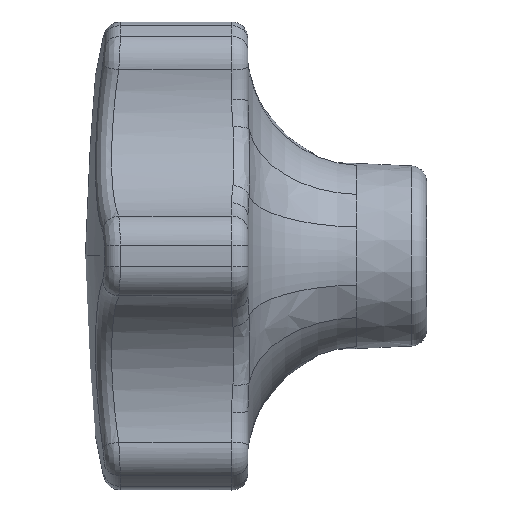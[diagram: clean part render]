
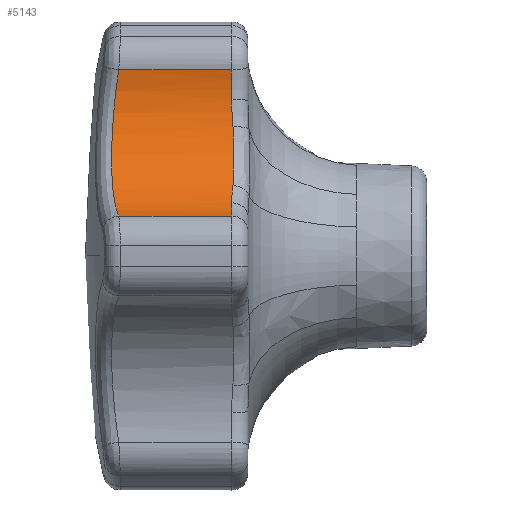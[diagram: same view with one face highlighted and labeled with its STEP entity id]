
A CAD part, left-side view. The second image highlights one B-rep face of the part: STEP entity #5143.
In plain terms, the highlighted cylindrical face has radius 8 mm (diameter 16 mm), a partial arc.
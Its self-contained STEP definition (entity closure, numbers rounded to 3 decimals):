
#654 = LINE ( 'NONE', #655, #2139 ) ;
#655 = CARTESIAN_POINT ( 'NONE',  ( -9.455, 10., 11.463 ) ) ;
#656 = DIRECTION ( 'NONE',  ( 0., 1., 0. ) ) ;
#905 = CARTESIAN_POINT ( 'NONE',  ( -14.655, 1., 2.457 ) ) ;
#917 = CARTESIAN_POINT ( 'NONE',  ( -11.672, 0.919, 4.334 ) ) ;
#925 = CARTESIAN_POINT ( 'NONE',  ( -14.655, 7.947, 2.457 ) ) ;
#944 = CARTESIAN_POINT ( 'NONE',  ( -12.995, 1., 3.27 ) ) ;
#947 = CARTESIAN_POINT ( 'NONE',  ( -9.455, 7.947, 11.463 ) ) ;
#1167 = B_SPLINE_CURVE_WITH_KNOTS ( 'NONE', 3,
 ( #4861, #4862, #4863, #4864, #4847, #4802, #4874, #4793, #4784, #4792, #4791, #4846, #4840, #4798, #4872, #4814, #4816, #4807, #4805, #4804, #4809, #4866, #4865, #4836 ),
 .UNSPECIFIED., .F., .F.,
 ( 4, 2, 2, 2, 2, 2, 2, 2, 2, 2, 2, 4 ),
 ( 0., 0.001, 0.002, 0.003, 0.004, 0.005, 0.006, 0.007, 0.008, 0.008, 0.01, 0.011 ),
 .UNSPECIFIED. ) ;
#1252 = CARTESIAN_POINT ( 'NONE',  ( -9.59, 0.919, 7.941 ) ) ;
#1287 = CARTESIAN_POINT ( 'NONE',  ( -9.33, 1., 9.619 ) ) ;
#1375 = CARTESIAN_POINT ( 'NONE',  ( -9.455, 1., 11.463 ) ) ;
#1398 = B_SPLINE_CURVE_WITH_KNOTS ( 'NONE', 3,
 ( #4896, #4895, #4894, #4893 ),
 .UNSPECIFIED., .F., .F.,
 ( 4, 4 ),
 ( 0., 0.002 ),
 .UNSPECIFIED. ) ;
#1399 = B_SPLINE_CURVE_WITH_KNOTS ( 'NONE', 3,
 ( #4889, #4888, #4887, #4886 ),
 .UNSPECIFIED., .F., .F.,
 ( 4, 4 ),
 ( 0., 0.002 ),
 .UNSPECIFIED. ) ;
#1400 = B_SPLINE_CURVE_WITH_KNOTS ( 'NONE', 3,
 ( #4885, #4884, #4883, #4882, #4881, #4880, #4879, #4878, #4877, #4876 ),
 .UNSPECIFIED., .F., .F.,
 ( 4, 2, 2, 2, 4 ),
 ( 0., 0.001, 0.002, 0.003, 0.004 ),
 .UNSPECIFIED. ) ;
#1754 = VERTEX_POINT ( 'NONE', #1252 ) ;
#1798 = VERTEX_POINT ( 'NONE', #1287 ) ;
#1819 = VERTEX_POINT ( 'NONE', #1375 ) ;
#1956 = ORIENTED_EDGE ( 'NONE', *, *, #3600, .T. ) ;
#1957 = ORIENTED_EDGE ( 'NONE', *, *, #3599, .T. ) ;
#1958 = ORIENTED_EDGE ( 'NONE', *, *, #3598, .T. ) ;
#1959 = ORIENTED_EDGE ( 'NONE', *, *, #3567, .T. ) ;
#1960 = ORIENTED_EDGE ( 'NONE', *, *, #3565, .T. ) ;
#1961 = ORIENTED_EDGE ( 'NONE', *, *, #3596, .T. ) ;
#1962 = ORIENTED_EDGE ( 'NONE', *, *, #3733, .T. ) ;
#1963 = ORIENTED_EDGE ( 'NONE', *, *, #3597, .T. ) ;
#2027 = AXIS2_PLACEMENT_3D ( 'NONE', #4899, #4898, #4897 ) ;
#2040 = AXIS2_PLACEMENT_3D ( 'NONE', #4892, #4891, #4890 ) ;
#2044 = VECTOR ( 'NONE', #4800, 1000. ) ;
#2139 = VECTOR ( 'NONE', #656, 1000. ) ;
#2251 = FACE_OUTER_BOUND ( 'NONE', #4666, .T. ) ;
#2256 = AXIS2_PLACEMENT_3D ( 'NONE', #2782, #2783, #2784 ) ;
#2257 = CYLINDRICAL_SURFACE ( 'NONE', #2256, 8. ) ;
#2782 = CARTESIAN_POINT ( 'NONE',  ( -17.321, 10., 10. ) ) ;
#2783 = DIRECTION ( 'NONE',  ( 0., -1., 0. ) ) ;
#2784 = DIRECTION ( 'NONE',  ( 0., 0., -1. ) ) ;
#3565 = EDGE_CURVE ( 'NONE', #4481, #4401, #1167, .T. ) ;
#3567 = EDGE_CURVE ( 'NONE', #4401, #4188, #4838, .T. ) ;
#3596 = EDGE_CURVE ( 'NONE', #1798, #1819, #4949, .T. ) ;
#3597 = EDGE_CURVE ( 'NONE', #1754, #1798, #1398, .T. ) ;
#3598 = EDGE_CURVE ( 'NONE', #4188, #4478, #4976, .T. ) ;
#3599 = EDGE_CURVE ( 'NONE', #4478, #4330, #1399, .T. ) ;
#3600 = EDGE_CURVE ( 'NONE', #4330, #1754, #1400, .T. ) ;
#3733 = EDGE_CURVE ( 'NONE', #1819, #4481, #654, .T. ) ;
#4188 = VERTEX_POINT ( 'NONE', #905 ) ;
#4330 = VERTEX_POINT ( 'NONE', #917 ) ;
#4401 = VERTEX_POINT ( 'NONE', #925 ) ;
#4478 = VERTEX_POINT ( 'NONE', #944 ) ;
#4481 = VERTEX_POINT ( 'NONE', #947 ) ;
#4666 = EDGE_LOOP ( 'NONE', ( #1963, #1961, #1962, #1960, #1959, #1958, #1957, #1956 ) ) ;
#4784 = CARTESIAN_POINT ( 'NONE',  ( -9.634, 8.339, 7.733 ) ) ;
#4791 = CARTESIAN_POINT ( 'NONE',  ( -9.963, 8.375, 6.85 ) ) ;
#4792 = CARTESIAN_POINT ( 'NONE',  ( -9.873, 8.368, 7.068 ) ) ;
#4793 = CARTESIAN_POINT ( 'NONE',  ( -9.514, 8.311, 8.188 ) ) ;
#4798 = CARTESIAN_POINT ( 'NONE',  ( -10.629, 8.387, 5.59 ) ) ;
#4800 = DIRECTION ( 'NONE',  ( 0., -1., 0. ) ) ;
#4802 = CARTESIAN_POINT ( 'NONE',  ( -9.365, 8.233, 9.126 ) ) ;
#4804 = CARTESIAN_POINT ( 'NONE',  ( -12.575, 8.236, 3.543 ) ) ;
#4805 = CARTESIAN_POINT ( 'NONE',  ( -12.03, 8.292, 3.995 ) ) ;
#4807 = CARTESIAN_POINT ( 'NONE',  ( -11.853, 8.309, 4.155 ) ) ;
#4809 = CARTESIAN_POINT ( 'NONE',  ( -12.96, 8.19, 3.276 ) ) ;
#4813 = CARTESIAN_POINT ( 'NONE',  ( -14.655, 10., 2.457 ) ) ;
#4814 = CARTESIAN_POINT ( 'NONE',  ( -11.356, 8.349, 4.664 ) ) ;
#4816 = CARTESIAN_POINT ( 'NONE',  ( -11.516, 8.337, 4.49 ) ) ;
#4836 = CARTESIAN_POINT ( 'NONE',  ( -14.655, 7.947, 2.457 ) ) ;
#4838 = LINE ( 'NONE', #4813, #2044 ) ;
#4840 = CARTESIAN_POINT ( 'NONE',  ( -10.273, 8.387, 6.207 ) ) ;
#4846 = CARTESIAN_POINT ( 'NONE',  ( -10.162, 8.385, 6.42 ) ) ;
#4847 = CARTESIAN_POINT ( 'NONE',  ( -9.327, 8.187, 9.596 ) ) ;
#4861 = CARTESIAN_POINT ( 'NONE',  ( -9.455, 7.947, 11.463 ) ) ;
#4862 = CARTESIAN_POINT ( 'NONE',  ( -9.369, 8.017, 10.998 ) ) ;
#4863 = CARTESIAN_POINT ( 'NONE',  ( -9.325, 8.08, 10.532 ) ) ;
#4864 = CARTESIAN_POINT ( 'NONE',  ( -9.319, 8.161, 9.83 ) ) ;
#4865 = CARTESIAN_POINT ( 'NONE',  ( -14.209, 8.017, 2.615 ) ) ;
#4866 = CARTESIAN_POINT ( 'NONE',  ( -13.777, 8.081, 2.812 ) ) ;
#4872 = CARTESIAN_POINT ( 'NONE',  ( -10.9, 8.377, 5.204 ) ) ;
#4874 = CARTESIAN_POINT ( 'NONE',  ( -9.394, 8.254, 8.89 ) ) ;
#4876 = CARTESIAN_POINT ( 'NONE',  ( -9.59, 0.919, 7.941 ) ) ;
#4877 = CARTESIAN_POINT ( 'NONE',  ( -9.681, 0.893, 7.6 ) ) ;
#4878 = CARTESIAN_POINT ( 'NONE',  ( -9.794, 0.878, 7.267 ) ) ;
#4879 = CARTESIAN_POINT ( 'NONE',  ( -10.063, 0.858, 6.616 ) ) ;
#4880 = CARTESIAN_POINT ( 'NONE',  ( -10.22, 0.853, 6.297 ) ) ;
#4881 = CARTESIAN_POINT ( 'NONE',  ( -10.571, 0.854, 5.69 ) ) ;
#4882 = CARTESIAN_POINT ( 'NONE',  ( -10.766, 0.858, 5.4 ) ) ;
#4883 = CARTESIAN_POINT ( 'NONE',  ( -11.191, 0.878, 4.847 ) ) ;
#4884 = CARTESIAN_POINT ( 'NONE',  ( -11.422, 0.893, 4.584 ) ) ;
#4885 = CARTESIAN_POINT ( 'NONE',  ( -11.672, 0.919, 4.334 ) ) ;
#4886 = CARTESIAN_POINT ( 'NONE',  ( -11.672, 0.919, 4.334 ) ) ;
#4887 = CARTESIAN_POINT ( 'NONE',  ( -12.075, 0.96, 3.933 ) ) ;
#4888 = CARTESIAN_POINT ( 'NONE',  ( -12.515, 1., 3.579 ) ) ;
#4889 = CARTESIAN_POINT ( 'NONE',  ( -12.995, 1., 3.27 ) ) ;
#4890 = DIRECTION ( 'NONE',  ( 0., 0., -1. ) ) ;
#4891 = DIRECTION ( 'NONE',  ( 0., -1., 0. ) ) ;
#4892 = CARTESIAN_POINT ( 'NONE',  ( -17.321, 1., 10. ) ) ;
#4893 = CARTESIAN_POINT ( 'NONE',  ( -9.33, 1., 9.619 ) ) ;
#4894 = CARTESIAN_POINT ( 'NONE',  ( -9.357, 1., 9.049 ) ) ;
#4895 = CARTESIAN_POINT ( 'NONE',  ( -9.444, 0.96, 8.491 ) ) ;
#4896 = CARTESIAN_POINT ( 'NONE',  ( -9.59, 0.919, 7.941 ) ) ;
#4897 = DIRECTION ( 'NONE',  ( 0., 0., -1. ) ) ;
#4898 = DIRECTION ( 'NONE',  ( 0., -1., 0. ) ) ;
#4899 = CARTESIAN_POINT ( 'NONE',  ( -17.321, 1., 10. ) ) ;
#4949 = CIRCLE ( 'NONE', #2027, 8. ) ;
#4976 = CIRCLE ( 'NONE', #2040, 8. ) ;
#5143 = ADVANCED_FACE ( 'NONE', ( #2251 ), #2257, .F. ) ;
